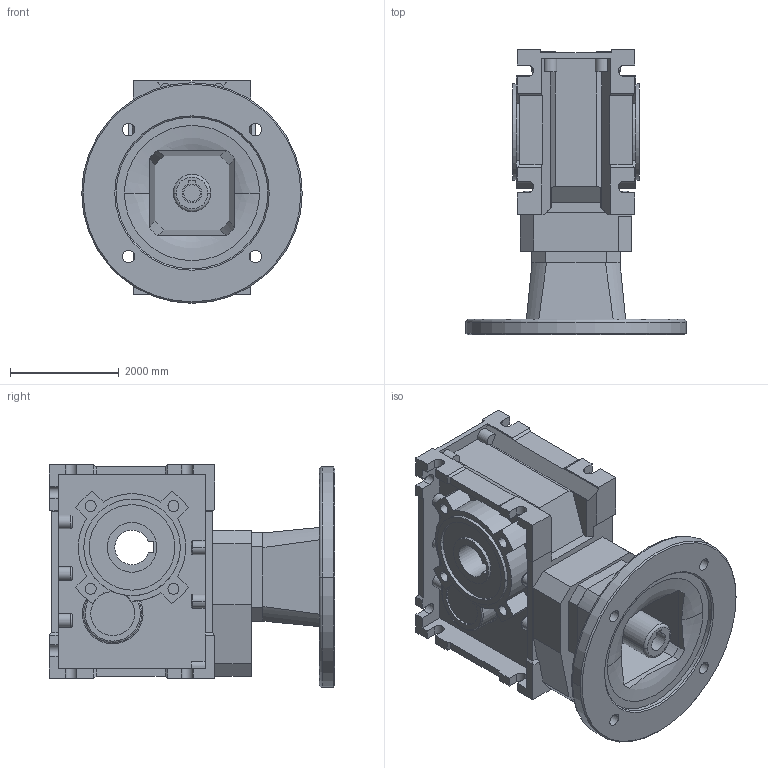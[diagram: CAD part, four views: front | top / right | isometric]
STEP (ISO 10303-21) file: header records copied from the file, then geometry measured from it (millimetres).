
FILE_DESCRIPTION((''),'2;1');
FILE_NAME('KPM50C-71B5','2023-08-30T',('Administrator'),(''),'PRO/ENGINEER BY PARAMETRIC TECHNOLOGY CORPORATION, 2008380','PRO/ENGINEER BY PARAMETRIC TECHNOLOGY CORPORATION, 2008380','');
FILE_SCHEMA(('CONFIG_CONTROL_DESIGN'));
Length unit declared in the file: inch
Products named in the file (1): KPM50C-71B5
Bounding box: 4064 x 5257.8 x 4102.1 mm (x, y, z)
Volume: 25453915013.2 mm3; surface area: 134212151.5 mm2
Topology: 2 solids, 9 shells, 480 faces, 1228 edges, 799 vertices
Faces by surface type: plane 296, cylinder 144, torus 24, bspline 12, cone 4
Entity records: 15013 total; most frequent: CARTESIAN_POINT 3072, DIRECTION 2502, ORIENTED_EDGE 2456, EDGE_CURVE 1228, AXIS2_PLACEMENT_3D 844, VECTOR 814, LINE 814, VERTEX_POINT 799
